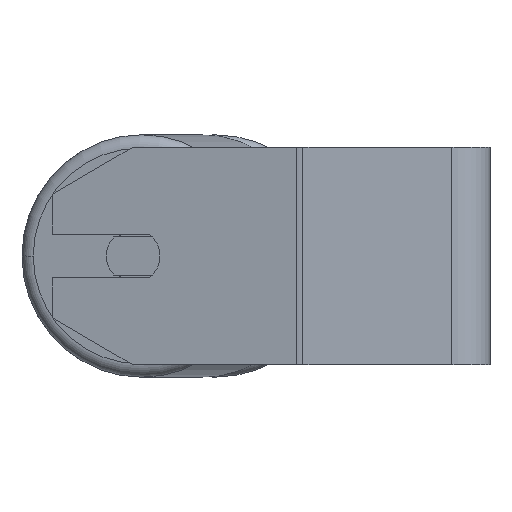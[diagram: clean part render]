
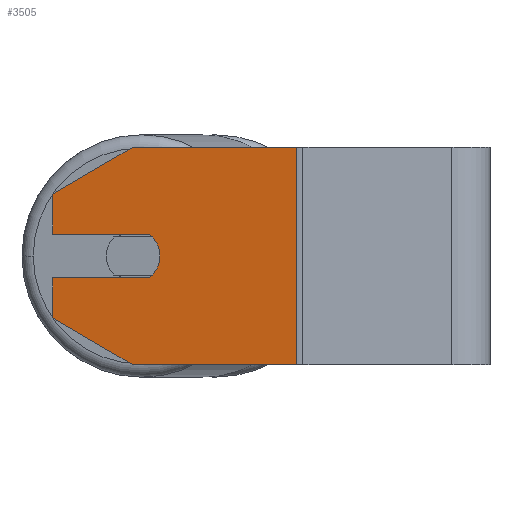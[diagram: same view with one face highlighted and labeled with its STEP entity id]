
A CAD part, left-side view. The second image highlights one B-rep face of the part: STEP entity #3505.
In plain terms, the highlighted planar face has unit normal (-0.985, 0.174, 0).
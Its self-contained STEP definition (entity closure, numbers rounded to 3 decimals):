
#6 = CARTESIAN_POINT ( 'NONE',  ( -249.218, 131.034, 0. ) ) ;
#116 = EDGE_CURVE ( 'NONE', #5901, #2769, #3537, .T. ) ;
#152 = CARTESIAN_POINT ( 'NONE',  ( -249.218, 131.034, 0. ) ) ;
#159 = CARTESIAN_POINT ( 'NONE',  ( -244.009, 160.578, -40. ) ) ;
#235 = DIRECTION ( 'NONE',  ( 0., 0., -1. ) ) ;
#303 = DIRECTION ( 'NONE',  ( -0.174, -0.985, 0. ) ) ;
#398 = VERTEX_POINT ( 'NONE', #6093 ) ;
#535 = ORIENTED_EDGE ( 'NONE', *, *, #1513, .T. ) ;
#577 = EDGE_CURVE ( 'NONE', #398, #681, #7579, .T. ) ;
#681 = VERTEX_POINT ( 'NONE', #7067 ) ;
#814 = FACE_OUTER_BOUND ( 'NONE', #1402, .T. ) ;
#886 = AXIS2_PLACEMENT_3D ( 'NONE', #152, #5362, #3480 ) ;
#1043 = AXIS2_PLACEMENT_3D ( 'NONE', #6, #2609, #5213 ) ;
#1092 = DIRECTION ( 'NONE',  ( 0., 0., -1. ) ) ;
#1360 = CARTESIAN_POINT ( 'NONE',  ( -244.009, 160.578, 40. ) ) ;
#1402 = EDGE_LOOP ( 'NONE', ( #2818, #3800, #3716, #5976, #535, #6267, #5379, #3839, #5336, #6696, #1816 ) ) ;
#1513 = EDGE_CURVE ( 'NONE', #3948, #5426, #2084, .T. ) ;
#1572 = AXIS2_PLACEMENT_3D ( 'NONE', #1360, #6603, #2089 ) ;
#1631 = EDGE_CURVE ( 'NONE', #6524, #6673, #4854, .T. ) ;
#1741 = CARTESIAN_POINT ( 'NONE',  ( -250.26, 125.125, 8. ) ) ;
#1776 = CARTESIAN_POINT ( 'NONE',  ( -244.009, 160.578, 40. ) ) ;
#1816 = ORIENTED_EDGE ( 'NONE', *, *, #6117, .F. ) ;
#1845 = CARTESIAN_POINT ( 'NONE',  ( -244.009, 160.578, -8. ) ) ;
#1871 = DIRECTION ( 'NONE',  ( 0.174, 0.985, 0. ) ) ;
#1893 = VERTEX_POINT ( 'NONE', #3266 ) ;
#2084 = LINE ( 'NONE', #159, #3044 ) ;
#2089 = DIRECTION ( 'NONE',  ( 0.174, 0.985, 0. ) ) ;
#2208 = EDGE_CURVE ( 'NONE', #6673, #5426, #7093, .T. ) ;
#2500 = CARTESIAN_POINT ( 'NONE',  ( -250.955, 121.186, 0. ) ) ;
#2605 = PLANE ( 'NONE',  #1572 ) ;
#2609 = DIRECTION ( 'NONE',  ( -0.985, 0.174, 0. ) ) ;
#2769 = VERTEX_POINT ( 'NONE', #5506 ) ;
#2818 = ORIENTED_EDGE ( 'NONE', *, *, #2870, .F. ) ;
#2870 = EDGE_CURVE ( 'NONE', #2769, #4116, #3200, .T. ) ;
#2915 = EDGE_CURVE ( 'NONE', #1893, #681, #5575, .T. ) ;
#2916 = LINE ( 'NONE', #5526, #5546 ) ;
#2966 = LINE ( 'NONE', #4923, #5383 ) ;
#2991 = EDGE_CURVE ( 'NONE', #3819, #3948, #2966, .T. ) ;
#3044 = VECTOR ( 'NONE', #5927, 1000. ) ;
#3200 = CIRCLE ( 'NONE', #886, 10. ) ;
#3219 = DIRECTION ( 'NONE',  ( 0., 0., -1. ) ) ;
#3266 = CARTESIAN_POINT ( 'NONE',  ( -244.009, 160.578, 22.679 ) ) ;
#3310 = CARTESIAN_POINT ( 'NONE',  ( -259.787, 71.093, 40. ) ) ;
#3480 = DIRECTION ( 'NONE',  ( -0.174, -0.985, 0. ) ) ;
#3505 = ADVANCED_FACE ( 'NONE', ( #814 ), #2605, .F. ) ;
#3537 = LINE ( 'NONE', #4987, #6694 ) ;
#3645 = DIRECTION ( 'NONE',  ( -0.15, -0.853, -0.5 ) ) ;
#3716 = ORIENTED_EDGE ( 'NONE', *, *, #8333, .T. ) ;
#3742 = VECTOR ( 'NONE', #1092, 1000. ) ;
#3800 = ORIENTED_EDGE ( 'NONE', *, *, #116, .F. ) ;
#3819 = VERTEX_POINT ( 'NONE', #5071 ) ;
#3839 = ORIENTED_EDGE ( 'NONE', *, *, #4382, .T. ) ;
#3948 = VERTEX_POINT ( 'NONE', #6002 ) ;
#4116 = VERTEX_POINT ( 'NONE', #2500 ) ;
#4281 = VECTOR ( 'NONE', #3219, 1000. ) ;
#4382 = EDGE_CURVE ( 'NONE', #6524, #1893, #2916, .T. ) ;
#4558 = VECTOR ( 'NONE', #235, 1000. ) ;
#4719 = CIRCLE ( 'NONE', #1043, 10. ) ;
#4779 = CARTESIAN_POINT ( 'NONE',  ( -249.218, 131.034, 40. ) ) ;
#4854 = LINE ( 'NONE', #6132, #6041 ) ;
#4923 = CARTESIAN_POINT ( 'NONE',  ( -249.218, 131.034, -40. ) ) ;
#4987 = CARTESIAN_POINT ( 'NONE',  ( -250.26, 125.125, -8. ) ) ;
#5071 = CARTESIAN_POINT ( 'NONE',  ( -244.009, 160.578, -22.679 ) ) ;
#5145 = CARTESIAN_POINT ( 'NONE',  ( -259.787, 71.093, 40. ) ) ;
#5213 = DIRECTION ( 'NONE',  ( -0.174, -0.985, 0. ) ) ;
#5336 = ORIENTED_EDGE ( 'NONE', *, *, #2915, .T. ) ;
#5362 = DIRECTION ( 'NONE',  ( -0.985, 0.174, 0. ) ) ;
#5379 = ORIENTED_EDGE ( 'NONE', *, *, #1631, .F. ) ;
#5383 = VECTOR ( 'NONE', #3645, 1000. ) ;
#5426 = VERTEX_POINT ( 'NONE', #7398 ) ;
#5506 = CARTESIAN_POINT ( 'NONE',  ( -250.26, 125.125, -8. ) ) ;
#5526 = CARTESIAN_POINT ( 'NONE',  ( -244.009, 160.578, 22.679 ) ) ;
#5546 = VECTOR ( 'NONE', #8115, 1000. ) ;
#5575 = LINE ( 'NONE', #1776, #3742 ) ;
#5582 = DIRECTION ( 'NONE',  ( -0.174, -0.985, 0. ) ) ;
#5623 = VECTOR ( 'NONE', #1871, 1000. ) ;
#5901 = VERTEX_POINT ( 'NONE', #1845 ) ;
#5927 = DIRECTION ( 'NONE',  ( -0.174, -0.985, 0. ) ) ;
#5976 = ORIENTED_EDGE ( 'NONE', *, *, #2991, .T. ) ;
#6002 = CARTESIAN_POINT ( 'NONE',  ( -249.218, 131.034, -40. ) ) ;
#6041 = VECTOR ( 'NONE', #5582, 1000. ) ;
#6093 = CARTESIAN_POINT ( 'NONE',  ( -250.26, 125.125, 8. ) ) ;
#6117 = EDGE_CURVE ( 'NONE', #4116, #398, #4719, .T. ) ;
#6132 = CARTESIAN_POINT ( 'NONE',  ( -244.009, 160.578, 40. ) ) ;
#6267 = ORIENTED_EDGE ( 'NONE', *, *, #2208, .F. ) ;
#6515 = LINE ( 'NONE', #7311, #4558 ) ;
#6524 = VERTEX_POINT ( 'NONE', #4779 ) ;
#6603 = DIRECTION ( 'NONE',  ( 0.985, -0.174, 0. ) ) ;
#6673 = VERTEX_POINT ( 'NONE', #3310 ) ;
#6694 = VECTOR ( 'NONE', #303, 1000. ) ;
#6696 = ORIENTED_EDGE ( 'NONE', *, *, #577, .F. ) ;
#7067 = CARTESIAN_POINT ( 'NONE',  ( -244.009, 160.578, 8. ) ) ;
#7093 = LINE ( 'NONE', #5145, #4281 ) ;
#7311 = CARTESIAN_POINT ( 'NONE',  ( -244.009, 160.578, 40. ) ) ;
#7398 = CARTESIAN_POINT ( 'NONE',  ( -259.787, 71.093, -40. ) ) ;
#7579 = LINE ( 'NONE', #1741, #5623 ) ;
#8115 = DIRECTION ( 'NONE',  ( 0.15, 0.853, -0.5 ) ) ;
#8333 = EDGE_CURVE ( 'NONE', #5901, #3819, #6515, .T. ) ;
